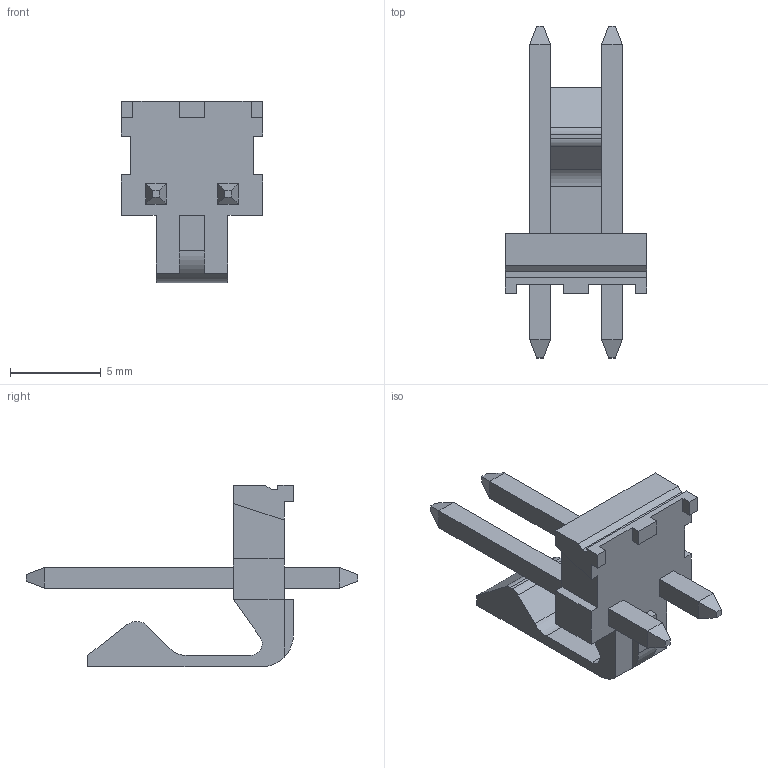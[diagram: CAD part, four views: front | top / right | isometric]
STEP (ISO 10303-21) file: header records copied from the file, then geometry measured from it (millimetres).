
FILE_DESCRIPTION((''),'2;1');
FILE_NAME('026604020','2014-01-21T',('me'),(''),'PRO/ENGINEER BY PARAMETRIC TECHNOLOGY CORPORATION, 2011490','PRO/ENGINEER BY PARAMETRIC TECHNOLOGY CORPORATION, 2011490','');
FILE_SCHEMA(('CONFIG_CONTROL_DESIGN'));
Length unit declared in the file: inch
Products named in the file (1): 026604020
Bounding box: 7.77 x 18.29 x 10.01 mm (x, y, z)
Volume: 238.2 mm3; surface area: 458.9 mm2
Topology: 1 solids, 1 shells, 83 faces, 217 edges, 140 vertices
Faces by surface type: plane 78, cylinder 5
Entity records: 2534 total; most frequent: CARTESIAN_POINT 437, ORIENTED_EDGE 426, DIRECTION 401, EDGE_CURVE 213, VECTOR 201, LINE 201, VERTEX_POINT 136, AXIS2_PLACEMENT_3D 100
